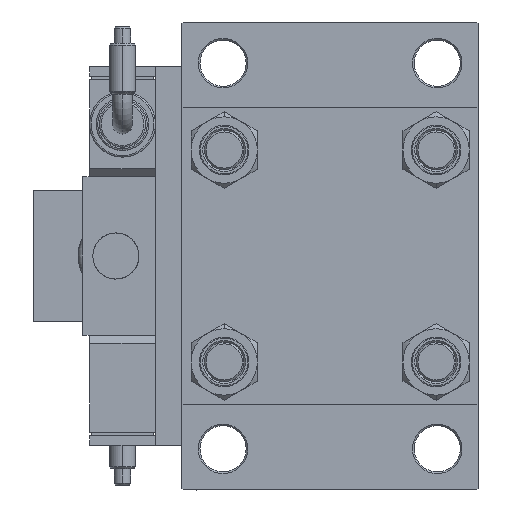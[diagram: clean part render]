
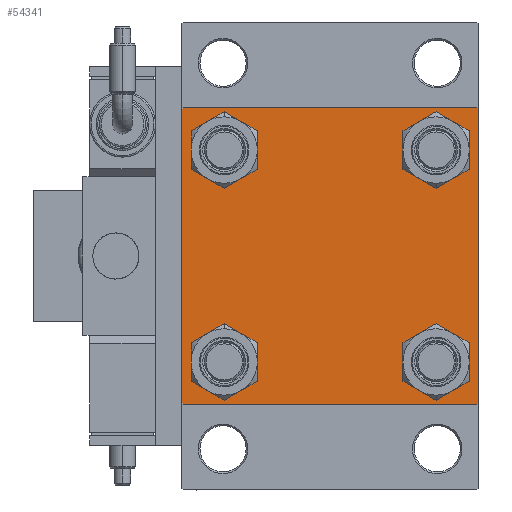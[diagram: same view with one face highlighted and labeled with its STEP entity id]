
A CAD part, left-side view. The second image highlights one B-rep face of the part: STEP entity #54341.
In plain terms, the highlighted planar face has unit normal (-1, 0, 0).
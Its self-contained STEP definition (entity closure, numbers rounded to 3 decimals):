
#510 = VERTEX_POINT ( 'NONE', #34976 ) ;
#561 = LINE ( 'NONE', #32424, #25113 ) ;
#671 = CIRCLE ( 'NONE', #28189, 6.5 ) ;
#767 = CIRCLE ( 'NONE', #19130, 6.5 ) ;
#1484 = EDGE_LOOP ( 'NONE', ( #23946, #23764 ) ) ;
#1491 = EDGE_CURVE ( 'NONE', #3200, #510, #22558, .T. ) ;
#2025 = CARTESIAN_POINT ( 'NONE',  ( 0., 45., 45. ) ) ;
#2098 = DIRECTION ( 'NONE',  ( 1., 0., 0. ) ) ;
#2461 = DIRECTION ( 'NONE',  ( 0., -0.707, 0.707 ) ) ;
#2663 = DIRECTION ( 'NONE',  ( 0., 0., 1. ) ) ;
#2791 = FACE_BOUND ( 'NONE', #39341, .T. ) ;
#3068 = CARTESIAN_POINT ( 'NONE',  ( 0., -32.15, -25.65 ) ) ;
#3200 = VERTEX_POINT ( 'NONE', #31868 ) ;
#4771 = CARTESIAN_POINT ( 'NONE',  ( 0., 45., -45. ) ) ;
#5585 = EDGE_CURVE ( 'NONE', #51500, #8935, #40060, .T. ) ;
#5628 = CARTESIAN_POINT ( 'NONE',  ( 0., 32.15, 32.15 ) ) ;
#5960 = VECTOR ( 'NONE', #41096, 1000. ) ;
#6632 = VERTEX_POINT ( 'NONE', #20422 ) ;
#6762 = LINE ( 'NONE', #42069, #8881 ) ;
#7530 = CARTESIAN_POINT ( 'NONE',  ( 0., -45., 44.5 ) ) ;
#7636 = FACE_BOUND ( 'NONE', #1484, .T. ) ;
#8656 = DIRECTION ( 'NONE',  ( 1., 0., 0. ) ) ;
#8721 = CIRCLE ( 'NONE', #40832, 6.5 ) ;
#8881 = VECTOR ( 'NONE', #2461, 1000. ) ;
#8935 = VERTEX_POINT ( 'NONE', #19949 ) ;
#9429 = VECTOR ( 'NONE', #22857, 1000. ) ;
#9712 = DIRECTION ( 'NONE',  ( 0., 0., -1. ) ) ;
#10339 = LINE ( 'NONE', #2025, #43082 ) ;
#10916 = DIRECTION ( 'NONE',  ( 0., 0., -1. ) ) ;
#11185 = CARTESIAN_POINT ( 'NONE',  ( 0., 32.15, 32.15 ) ) ;
#11581 = CARTESIAN_POINT ( 'NONE',  ( 0., 45., -44.5 ) ) ;
#11671 = DIRECTION ( 'NONE',  ( 0., 0., 1. ) ) ;
#12242 = EDGE_CURVE ( 'NONE', #38821, #22578, #49670, .T. ) ;
#12518 = FACE_OUTER_BOUND ( 'NONE', #48263, .T. ) ;
#13214 = EDGE_CURVE ( 'NONE', #6632, #37973, #8721, .T. ) ;
#13261 = EDGE_LOOP ( 'NONE', ( #22987, #46639 ) ) ;
#13520 = AXIS2_PLACEMENT_3D ( 'NONE', #17298, #8656, #35380 ) ;
#15200 = VERTEX_POINT ( 'NONE', #16098 ) ;
#15592 = DIRECTION ( 'NONE',  ( 0., 0., 1. ) ) ;
#15862 = CARTESIAN_POINT ( 'NONE',  ( 0., -32.15, -32.15 ) ) ;
#16098 = CARTESIAN_POINT ( 'NONE',  ( 0., -45., -44.5 ) ) ;
#16948 = DIRECTION ( 'NONE',  ( 0., 0., 1. ) ) ;
#17117 = FACE_BOUND ( 'NONE', #40164, .T. ) ;
#17136 = CIRCLE ( 'NONE', #49191, 6.5 ) ;
#17298 = CARTESIAN_POINT ( 'NONE',  ( 0., -32.15, -32.15 ) ) ;
#18128 = CIRCLE ( 'NONE', #22725, 6.5 ) ;
#18288 = DIRECTION ( 'NONE',  ( 0., 0., 1. ) ) ;
#18361 = ORIENTED_EDGE ( 'NONE', *, *, #12242, .T. ) ;
#19130 = AXIS2_PLACEMENT_3D ( 'NONE', #15862, #2098, #15592 ) ;
#19342 = DIRECTION ( 'NONE',  ( 0., 0., 1. ) ) ;
#19917 = DIRECTION ( 'NONE',  ( 1., 0., 0. ) ) ;
#19949 = CARTESIAN_POINT ( 'NONE',  ( 0., 45., 44.5 ) ) ;
#20154 = LINE ( 'NONE', #54850, #47549 ) ;
#20297 = EDGE_CURVE ( 'NONE', #53999, #15200, #6762, .T. ) ;
#20298 = CARTESIAN_POINT ( 'NONE',  ( 0., 32.15, 38.65 ) ) ;
#20422 = CARTESIAN_POINT ( 'NONE',  ( 0., 32.15, -25.65 ) ) ;
#20863 = PLANE ( 'NONE',  #27263 ) ;
#20982 = DIRECTION ( 'NONE',  ( 1., 0., 0. ) ) ;
#21118 = ORIENTED_EDGE ( 'NONE', *, *, #21784, .T. ) ;
#21617 = CARTESIAN_POINT ( 'NONE',  ( 0., 32.15, -38.65 ) ) ;
#21784 = EDGE_CURVE ( 'NONE', #52558, #26648, #18128, .T. ) ;
#22499 = EDGE_CURVE ( 'NONE', #35046, #31074, #767, .T. ) ;
#22558 = CIRCLE ( 'NONE', #32654, 6.5 ) ;
#22578 = VERTEX_POINT ( 'NONE', #29351 ) ;
#22725 = AXIS2_PLACEMENT_3D ( 'NONE', #11185, #51318, #24135 ) ;
#22857 = DIRECTION ( 'NONE',  ( 0., 0.707, -0.707 ) ) ;
#22960 = ORIENTED_EDGE ( 'NONE', *, *, #33566, .T. ) ;
#22987 = ORIENTED_EDGE ( 'NONE', *, *, #13214, .T. ) ;
#23208 = ORIENTED_EDGE ( 'NONE', *, *, #31464, .T. ) ;
#23764 = ORIENTED_EDGE ( 'NONE', *, *, #1491, .T. ) ;
#23887 = EDGE_CURVE ( 'NONE', #51500, #45775, #20154, .T. ) ;
#23946 = ORIENTED_EDGE ( 'NONE', *, *, #45684, .T. ) ;
#24135 = DIRECTION ( 'NONE',  ( 0., 0., 1. ) ) ;
#25113 = VECTOR ( 'NONE', #9712, 1000. ) ;
#25256 = CARTESIAN_POINT ( 'NONE',  ( 0., -44.75, 44.75 ) ) ;
#26648 = VERTEX_POINT ( 'NONE', #31991 ) ;
#27263 = AXIS2_PLACEMENT_3D ( 'NONE', #29759, #33510, #11671 ) ;
#28189 = AXIS2_PLACEMENT_3D ( 'NONE', #5628, #44372, #18288 ) ;
#28542 = DIRECTION ( 'NONE',  ( 0., 0., 1. ) ) ;
#29351 = CARTESIAN_POINT ( 'NONE',  ( 0., 44.5, -45. ) ) ;
#29759 = CARTESIAN_POINT ( 'NONE',  ( 0., 0., 0. ) ) ;
#30170 = EDGE_CURVE ( 'NONE', #37973, #6632, #17136, .T. ) ;
#31074 = VERTEX_POINT ( 'NONE', #3068 ) ;
#31464 = EDGE_CURVE ( 'NONE', #51640, #45775, #41632, .T. ) ;
#31640 = ORIENTED_EDGE ( 'NONE', *, *, #5585, .T. ) ;
#31868 = CARTESIAN_POINT ( 'NONE',  ( 0., -32.15, 25.65 ) ) ;
#31991 = CARTESIAN_POINT ( 'NONE',  ( 0., 32.15, 25.65 ) ) ;
#32424 = CARTESIAN_POINT ( 'NONE',  ( 0., -45., 45. ) ) ;
#32654 = AXIS2_PLACEMENT_3D ( 'NONE', #34470, #20982, #16948 ) ;
#32832 = DIRECTION ( 'NONE',  ( 1., 0., 0. ) ) ;
#33410 = ORIENTED_EDGE ( 'NONE', *, *, #44255, .T. ) ;
#33510 = DIRECTION ( 'NONE',  ( -1., 0., 0. ) ) ;
#33566 = EDGE_CURVE ( 'NONE', #26648, #52558, #671, .T. ) ;
#34470 = CARTESIAN_POINT ( 'NONE',  ( 0., -32.15, 32.15 ) ) ;
#34976 = CARTESIAN_POINT ( 'NONE',  ( 0., -32.15, 38.65 ) ) ;
#35046 = VERTEX_POINT ( 'NONE', #48614 ) ;
#35129 = EDGE_CURVE ( 'NONE', #31074, #35046, #41072, .T. ) ;
#35380 = DIRECTION ( 'NONE',  ( 0., 0., 1. ) ) ;
#35935 = ORIENTED_EDGE ( 'NONE', *, *, #22499, .T. ) ;
#36653 = LINE ( 'NONE', #4771, #44084 ) ;
#36870 = CIRCLE ( 'NONE', #40483, 6.5 ) ;
#37415 = CARTESIAN_POINT ( 'NONE',  ( 0., 32.15, -32.15 ) ) ;
#37973 = VERTEX_POINT ( 'NONE', #21617 ) ;
#38664 = ORIENTED_EDGE ( 'NONE', *, *, #40635, .T. ) ;
#38821 = VERTEX_POINT ( 'NONE', #11581 ) ;
#39341 = EDGE_LOOP ( 'NONE', ( #53142, #35935 ) ) ;
#40060 = LINE ( 'NONE', #52666, #9429 ) ;
#40164 = EDGE_LOOP ( 'NONE', ( #21118, #22960 ) ) ;
#40483 = AXIS2_PLACEMENT_3D ( 'NONE', #50026, #19917, #28542 ) ;
#40635 = EDGE_CURVE ( 'NONE', #8935, #38821, #10339, .T. ) ;
#40832 = AXIS2_PLACEMENT_3D ( 'NONE', #37415, #32832, #2663 ) ;
#40843 = DIRECTION ( 'NONE',  ( 1., 0., 0. ) ) ;
#41072 = CIRCLE ( 'NONE', #13520, 6.5 ) ;
#41096 = DIRECTION ( 'NONE',  ( 0., -0.707, -0.707 ) ) ;
#41579 = ORIENTED_EDGE ( 'NONE', *, *, #20297, .T. ) ;
#41632 = LINE ( 'NONE', #25256, #51877 ) ;
#42003 = CARTESIAN_POINT ( 'NONE',  ( 0., 44.5, 45. ) ) ;
#42069 = CARTESIAN_POINT ( 'NONE',  ( 0., -44.75, -44.75 ) ) ;
#43082 = VECTOR ( 'NONE', #10916, 1000. ) ;
#44084 = VECTOR ( 'NONE', #44098, 1000. ) ;
#44098 = DIRECTION ( 'NONE',  ( 0., -1., 0. ) ) ;
#44255 = EDGE_CURVE ( 'NONE', #22578, #53999, #36653, .T. ) ;
#44372 = DIRECTION ( 'NONE',  ( 1., 0., 0. ) ) ;
#44847 = CARTESIAN_POINT ( 'NONE',  ( 0., -44.5, -45. ) ) ;
#45684 = EDGE_CURVE ( 'NONE', #510, #3200, #36870, .T. ) ;
#45775 = VERTEX_POINT ( 'NONE', #50588 ) ;
#46435 = ORIENTED_EDGE ( 'NONE', *, *, #23887, .F. ) ;
#46639 = ORIENTED_EDGE ( 'NONE', *, *, #30170, .T. ) ;
#46752 = DIRECTION ( 'NONE',  ( 0., 0.707, 0.707 ) ) ;
#47518 = FACE_BOUND ( 'NONE', #13261, .T. ) ;
#47549 = VECTOR ( 'NONE', #54563, 1000. ) ;
#48263 = EDGE_LOOP ( 'NONE', ( #38664, #18361, #33410, #41579, #56730, #23208, #46435, #31640 ) ) ;
#48614 = CARTESIAN_POINT ( 'NONE',  ( 0., -32.15, -38.65 ) ) ;
#49191 = AXIS2_PLACEMENT_3D ( 'NONE', #49433, #40843, #19342 ) ;
#49433 = CARTESIAN_POINT ( 'NONE',  ( 0., 32.15, -32.15 ) ) ;
#49670 = LINE ( 'NONE', #53982, #5960 ) ;
#50026 = CARTESIAN_POINT ( 'NONE',  ( 0., -32.15, 32.15 ) ) ;
#50488 = EDGE_CURVE ( 'NONE', #51640, #15200, #561, .T. ) ;
#50588 = CARTESIAN_POINT ( 'NONE',  ( 0., -44.5, 45. ) ) ;
#51318 = DIRECTION ( 'NONE',  ( 1., 0., 0. ) ) ;
#51500 = VERTEX_POINT ( 'NONE', #42003 ) ;
#51640 = VERTEX_POINT ( 'NONE', #7530 ) ;
#51877 = VECTOR ( 'NONE', #46752, 1000. ) ;
#52558 = VERTEX_POINT ( 'NONE', #20298 ) ;
#52666 = CARTESIAN_POINT ( 'NONE',  ( 0., 44.75, 44.75 ) ) ;
#53142 = ORIENTED_EDGE ( 'NONE', *, *, #35129, .T. ) ;
#53982 = CARTESIAN_POINT ( 'NONE',  ( 0., 44.75, -44.75 ) ) ;
#53999 = VERTEX_POINT ( 'NONE', #44847 ) ;
#54341 = ADVANCED_FACE ( 'NONE', ( #7636, #2791, #47518, #17117, #12518 ), #20863, .T. ) ;
#54563 = DIRECTION ( 'NONE',  ( 0., -1., 0. ) ) ;
#54850 = CARTESIAN_POINT ( 'NONE',  ( 0., 45., 45. ) ) ;
#56730 = ORIENTED_EDGE ( 'NONE', *, *, #50488, .F. ) ;
